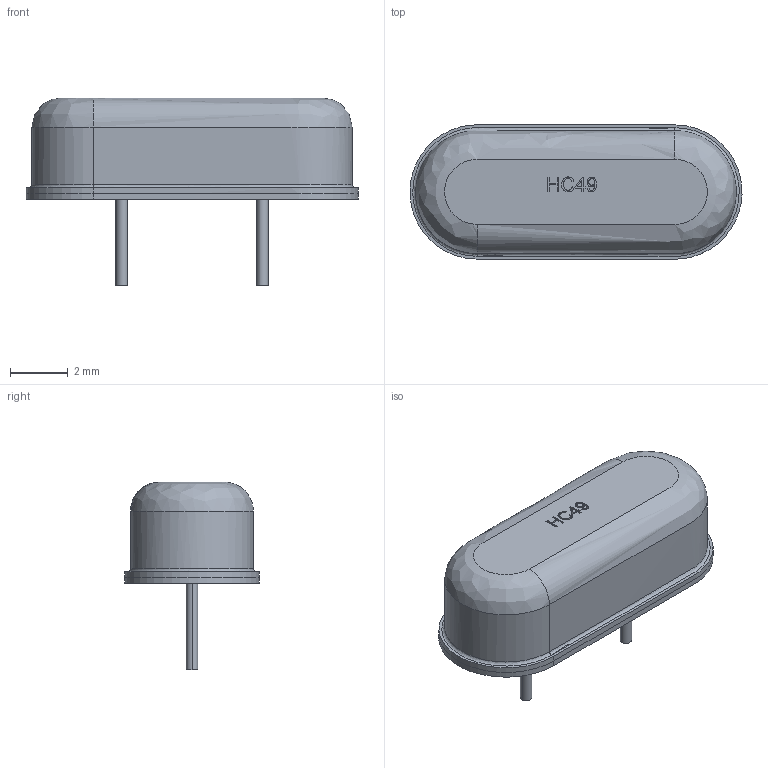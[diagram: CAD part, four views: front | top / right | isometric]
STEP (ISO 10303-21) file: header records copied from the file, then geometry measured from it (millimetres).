
FILE_DESCRIPTION (( 'STEP AP214' ), '1' );
FILE_NAME ('62B26E15-F5F6-4337-9F89-168E3E7A3EC2.STEP', '2008-09-11T08:17:16', ( 'sysAdmin' ), ( 'SolidWorks' ), 'SwSTEP 2.0', 'SolidWorks 2008', '' );
FILE_SCHEMA (( 'AUTOMOTIVE_DESIGN' ));
Length unit declared in the file: millimetre
Products named in the file (1): 62B26E15-F5F6-4337-9F89-168E3E7A3EC2
Bounding box: 11.5 x 4.65 x 6.5 mm (x, y, z)
Volume: 148.8 mm3; surface area: 193.1 mm2
Topology: 1 solids, 1 shells, 60 faces, 149 edges, 100 vertices
Faces by surface type: plane 40, bspline 16, cylinder 4
Entity records: 2862 total; most frequent: CARTESIAN_POINT 1527, ORIENTED_EDGE 298, DIRECTION 211, EDGE_CURVE 149, VECTOR 105, LINE 105, VERTEX_POINT 100, EDGE_LOOP 69
